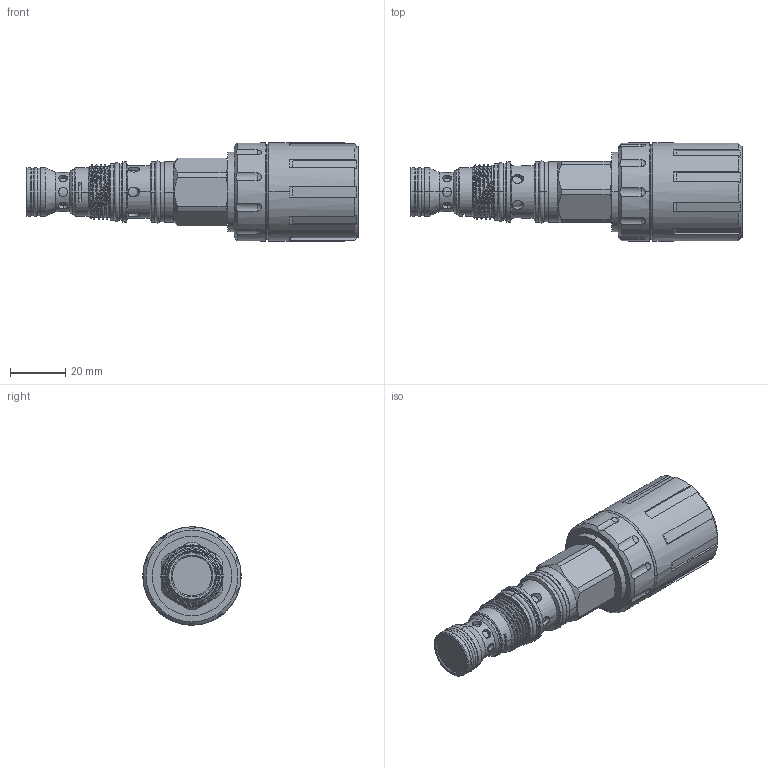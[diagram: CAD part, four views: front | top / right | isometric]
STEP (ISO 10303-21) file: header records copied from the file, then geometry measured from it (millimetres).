
FILE_DESCRIPTION (( 'STEP AP203' ), '1' );
FILE_NAME ('DT11A3A14RB.STEP', '2025-02-07T05:08:38', ( '' ), ( '' ), 'SwSTEP 2.0', 'SolidWorks 2018', '' );
FILE_SCHEMA (( 'CONFIG_CONTROL_DESIGN' ));
Length unit declared in the file: millimetre
Products named in the file (1): DT11A3A14RB
Bounding box: 120.35 x 35.6 x 35.6 mm (x, y, z)
Volume: 67395.5 mm3; surface area: 13643.1 mm2
Topology: 1 solids, 1 shells, 411 faces, 1031 edges, 668 vertices
Faces by surface type: cylinder 170, plane 168, cone 48, sphere 10, torus 8, bspline 7
Entity records: 15950 total; most frequent: CARTESIAN_POINT 6199, ORIENTED_EDGE 2062, DIRECTION 1933, EDGE_CURVE 1031, AXIS2_PLACEMENT_3D 702, VERTEX_POINT 668, VECTOR 529, LINE 529
